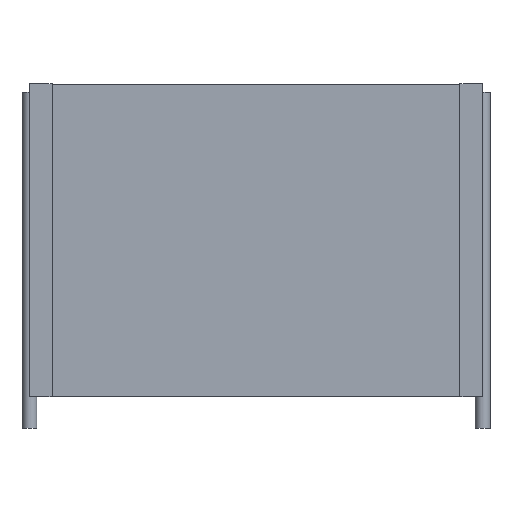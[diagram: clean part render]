
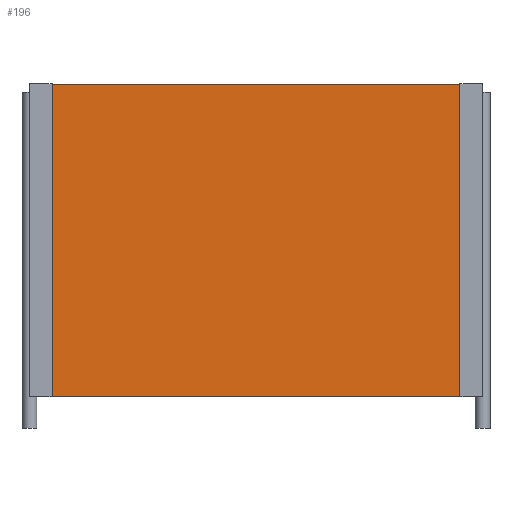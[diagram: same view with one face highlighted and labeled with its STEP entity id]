
A CAD part, front view. The second image highlights one B-rep face of the part: STEP entity #196.
In plain terms, the highlighted planar face has unit normal (0, -1, 0).
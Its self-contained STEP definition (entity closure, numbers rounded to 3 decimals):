
#12=DIRECTION('',(0.,0.,1.));
#26=DIRECTION('',(1.,0.,0.));
#57=VECTOR('',#12,1.);
#78=DIRECTION('',(0.,1.,0.));
#84=VECTOR('',#26,1.);
#157=ORIENTED_EDGE('',*,*,#158,.T.);
#158=EDGE_CURVE('',#159,#161,#163,.T.);
#159=VERTEX_POINT('',#160);
#160=CARTESIAN_POINT('',(1.375,-5.93,0.02));
#161=VERTEX_POINT('',#162);
#162=CARTESIAN_POINT('',(1.375,-5.93,18.98));
#163=LINE('',#160,#57);
#196=ADVANCED_FACE('',(#197),#212,.F.);
#197=FACE_BOUND('',#198,.F.);
#198=EDGE_LOOP('',(#199,#157,#204,#209));
#199=ORIENTED_EDGE('',*,*,#200,.F.);
#200=EDGE_CURVE('',#159,#201,#203,.T.);
#201=VERTEX_POINT('',#202);
#202=CARTESIAN_POINT('',(26.125,-5.93,0.02));
#203=LINE('',#160,#84);
#204=ORIENTED_EDGE('',*,*,#205,.T.);
#205=EDGE_CURVE('',#161,#206,#208,.T.);
#206=VERTEX_POINT('',#207);
#207=CARTESIAN_POINT('',(26.125,-5.93,18.98));
#208=LINE('',#162,#84);
#209=ORIENTED_EDGE('',*,*,#210,.F.);
#210=EDGE_CURVE('',#201,#206,#211,.T.);
#211=LINE('',#202,#57);
#212=PLANE('',#213);
#213=AXIS2_PLACEMENT_3D('',#160,#78,#12);
